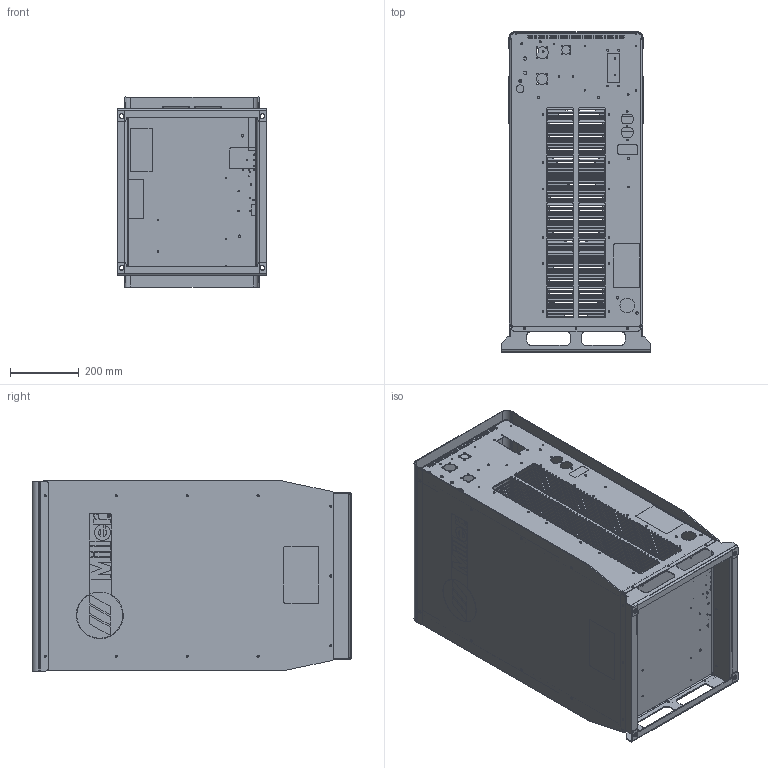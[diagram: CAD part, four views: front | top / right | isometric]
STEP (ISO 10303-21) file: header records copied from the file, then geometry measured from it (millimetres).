
FILE_DESCRIPTION (( 'STEP AP214' ), '1' );
FILE_NAME ('Part1^228429.STEP', '2015-06-18T16:41:16', ( 'Nick Wurdinger' ), ( '' ), 'SwSTEP 2.0', 'SolidWorks 2015', '' );
FILE_SCHEMA (( 'AUTOMOTIVE_DESIGN' ));
Length unit declared in the file: inch
Products named in the file (1): Part1^228429
Bounding box: 434.55 x 930.37 x 552.55 mm (x, y, z)
Volume: 5070831.1 mm3; surface area: 4353120.2 mm2
Topology: 1 solids, 1 shells, 3820 faces, 10850 edges, 7122 vertices
Faces by surface type: cylinder 1829, plane 1685, bspline 224, torus 70, sphere 12
Entity records: 139686 total; most frequent: CARTESIAN_POINT 42105, ORIENTED_EDGE 21700, DIRECTION 18660, EDGE_CURVE 10850, VERTEX_POINT 7122, AXIS2_PLACEMENT_3D 6233, LINE 6194, VECTOR 6194
